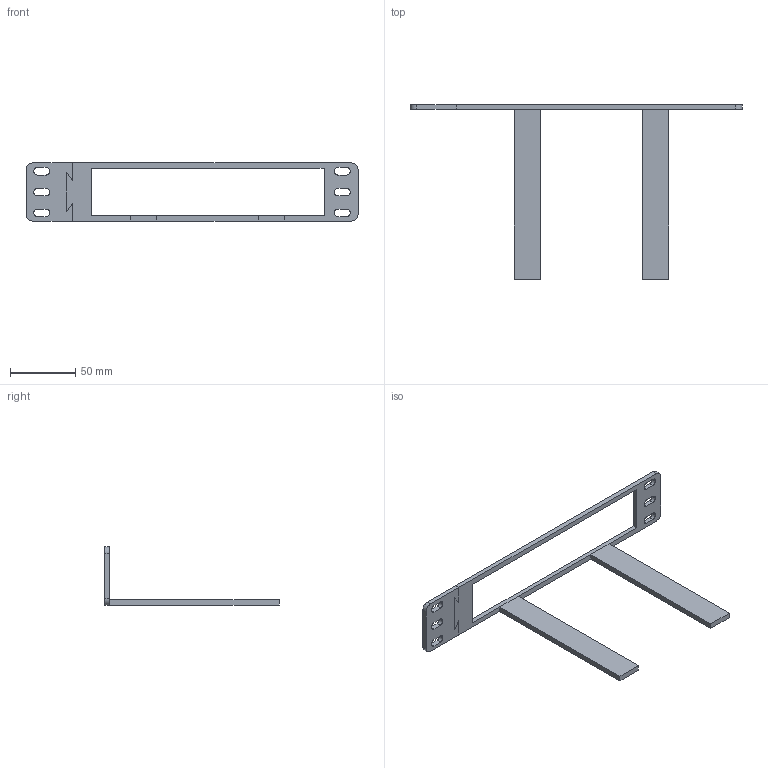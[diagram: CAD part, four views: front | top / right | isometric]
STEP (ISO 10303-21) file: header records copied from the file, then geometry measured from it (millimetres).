
FILE_DESCRIPTION(('FreeCAD Model'),'2;1');
FILE_NAME('Open CASCADE Shape Model','2025-05-02T17:44:19',('Author'),( ''),'Open CASCADE STEP processor 7.6','FreeCAD','Unknown');
FILE_SCHEMA(('AUTOMOTIVE_DESIGN { 1 0 10303 214 1 1 1 1 }'));
Length unit declared in the file: millimetre
Products named in the file (3): _0_inch_Rack_mounted_Wyse; Final; Final 2nd Slice
Assembly tree (2 placements, depth 2):
  _0_inch_Rack_mounted_Wyse
    Final
    Final 2nd Slice
Bounding box: 254 x 133.5 x 44.5 mm (x, y, z)
Volume: 37661.5 mm3; surface area: 26291.9 mm2
Topology: 2 solids, 2 shells, 88 faces, 248 edges, 164 vertices
Faces by surface type: plane 60, cylinder 28
Entity records: 6196 total; most frequent: CARTESIAN_POINT 1083, DIRECTION 968, LINE 632, VECTOR 632, ORIENTED_EDGE 496, PCURVE 496, DEFINITIONAL_REPRESENTATION 496, EDGE_CURVE 248
